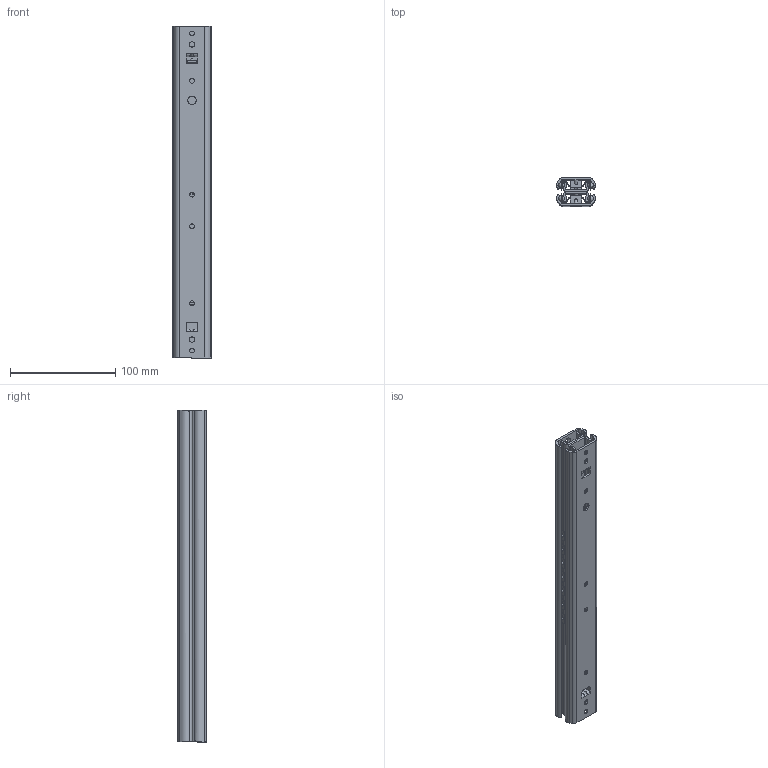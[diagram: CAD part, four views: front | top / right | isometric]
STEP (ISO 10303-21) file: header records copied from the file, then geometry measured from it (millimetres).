
FILE_DESCRIPTION(/* description */ ('DUBBELE FINN 315,0 / 395,0 (25,6mm)'),/* implementation_level */ '2;1');
FILE_NAME(/* name */ '117-270_01_in_nf.stp',/* time_stamp */ '2018-03-01T13:58:29+01:00',/* author */ ('m.moonen'),/* organization */ (''),/* preprocessor_version */ 'ST-DEVELOPER v16.13',/* originating_system */ 'Autodesk Inventor 2018',/* authorisation */ '');
FILE_SCHEMA (('AUTOMOTIVE_DESIGN { 1 0 10303 214 3 1 1 }'));
Length unit declared in the file: millimetre
Products named in the file (15): 117-270; 117-270_D00_MASTER_4D; 117-270_D01_KP; 117-270_D03_KP; 117-270_D11_KP; 117-270_D12_KP; 117-270_D02_KK; 117-270_D04_KK; 117-270_D17_KK; 117-270_D18_KK; 117-270_D05_KOGEL; 117-270_D08_LP; 117-270_D06_LP; 117-270_D15_LP; 117-270_D14_LP
Assembly tree (41 placements, depth 3):
  117-270
    117-270_D00_MASTER_4D
    117-270_D01_KP
      117-270_D03_KP
    117-270_D11_KP
      117-270_D12_KP
    117-270_D02_KK
      117-270_D04_KK
      117-270_D05_KOGEL  x14
    117-270_D17_KK
      117-270_D18_KK
      117-270_D05_KOGEL  x14
    117-270_D08_LP
      117-270_D06_LP
    117-270_D15_LP
      117-270_D14_LP
Bounding box: 37 x 27 x 315 mm (x, y, z)
Volume: 112004.2 mm3; surface area: 129908.9 mm2
Topology: 34 solids, 34 shells, 831 faces, 2627 edges, 2018 vertices
Faces by surface type: plane 474, cylinder 317, sphere 28, cone 12
Full cylindrical faces by diameter (mm): 4.5 x12, 5.1 x4, 5.9 x28, 8 x3, 12.2 x2
Entity records: 28929 total; most frequent: CARTESIAN_POINT 5736, DIRECTION 4760, ORIENTED_EDGE 4530, EDGE_CURVE 2265, LINE 1596, VECTOR 1596, AXIS2_PLACEMENT_3D 1582, VERTEX_POINT 1540
